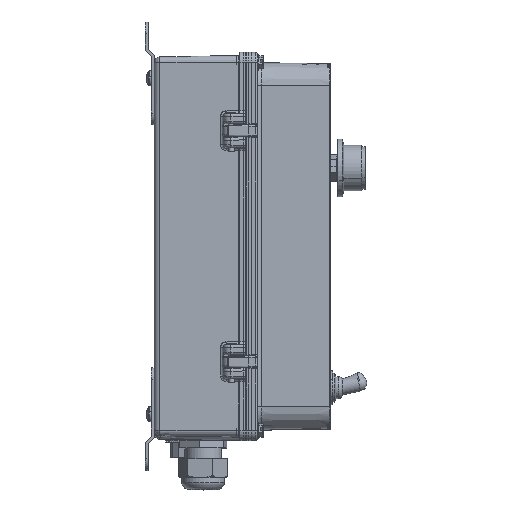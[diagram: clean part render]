
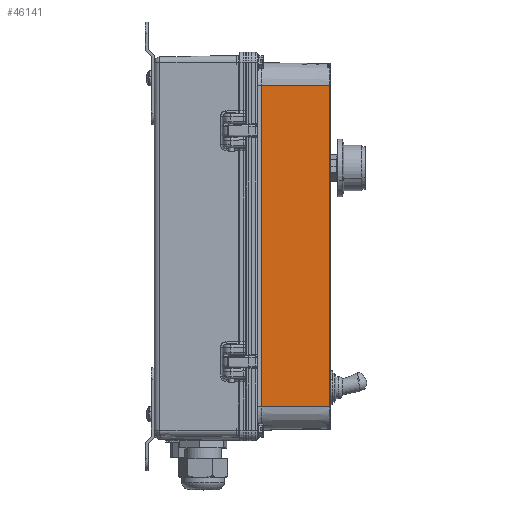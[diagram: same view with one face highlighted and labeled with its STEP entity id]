
A CAD part, top view. The second image highlights one B-rep face of the part: STEP entity #46141.
In plain terms, the highlighted planar face has unit normal (0.012, 0, 1).
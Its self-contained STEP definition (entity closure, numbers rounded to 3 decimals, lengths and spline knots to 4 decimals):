
#19516 = DIRECTION ( 'NONE',  ( 0., -1., 0. ) ) ;
#19518 = CARTESIAN_POINT ( 'NONE',  ( 0.3389, 3.475, 2.611 ) ) ;
#25052 = LINE ( 'NONE', #43035, #25058 ) ;
#25058 = VECTOR ( 'NONE', #43038, 39.3701 ) ;
#29795 = VERTEX_POINT ( 'NONE', #67718 ) ;
#29797 = VERTEX_POINT ( 'NONE', #67719 ) ;
#30488 = VERTEX_POINT ( 'NONE', #68056 ) ;
#30621 = VERTEX_POINT ( 'NONE', #68128 ) ;
#43012 = LINE ( 'NONE', #112220, #43018 ) ;
#43018 = VECTOR ( 'NONE', #112209, 39.3701 ) ;
#43035 = CARTESIAN_POINT ( 'NONE',  ( 1.8252, 3.475, 2.5933 ) ) ;
#43038 = DIRECTION ( 'NONE',  ( 0., 1., 0. ) ) ;
#46141 = ADVANCED_FACE ( 'NONE', ( #112055 ), #99213, .T. ) ;
#49029 = EDGE_CURVE ( 'NONE', #30488, #29795, #68457, .T. ) ;
#49248 = EDGE_CURVE ( 'NONE', #30621, #29795, #68737, .T. ) ;
#67718 = CARTESIAN_POINT ( 'NONE',  ( 0.3389, -3.475, 2.611 ) ) ;
#67719 = CARTESIAN_POINT ( 'NONE',  ( 1.8252, 3.475, 2.5933 ) ) ;
#68056 = CARTESIAN_POINT ( 'NONE',  ( 0.3389, 3.475, 2.611 ) ) ;
#68128 = CARTESIAN_POINT ( 'NONE',  ( 1.8252, -3.475, 2.5933 ) ) ;
#68457 = LINE ( 'NONE', #19518, #68461 ) ;
#68461 = VECTOR ( 'NONE', #19516, 39.3701 ) ;
#68737 = LINE ( 'NONE', #107811, #68740 ) ;
#68740 = VECTOR ( 'NONE', #107813, 39.3701 ) ;
#69779 = EDGE_CURVE ( 'NONE', #29797, #30488, #43012, .T. ) ;
#71704 = EDGE_CURVE ( 'NONE', #30621, #29797, #25052, .T. ) ;
#86001 = AXIS2_PLACEMENT_3D ( 'NONE', #99208, #99216, #99217 ) ;
#87927 = EDGE_LOOP ( 'NONE', ( #92021, #92022, #92023, #92024 ) ) ;
#92021 = ORIENTED_EDGE ( 'NONE', *, *, #69779, .T. ) ;
#92022 = ORIENTED_EDGE ( 'NONE', *, *, #49029, .T. ) ;
#92023 = ORIENTED_EDGE ( 'NONE', *, *, #49248, .F. ) ;
#92024 = ORIENTED_EDGE ( 'NONE', *, *, #71704, .T. ) ;
#99208 = CARTESIAN_POINT ( 'NONE',  ( 0.0007, 3.475, 2.615 ) ) ;
#99213 = PLANE ( 'NONE',  #86001 ) ;
#99216 = DIRECTION ( 'NONE',  ( 0.012, 0., 1. ) ) ;
#99217 = DIRECTION ( 'NONE',  ( 1., 0., -0.012 ) ) ;
#107811 = CARTESIAN_POINT ( 'NONE',  ( 0.0007, -3.475, 2.615 ) ) ;
#107813 = DIRECTION ( 'NONE',  ( -1., 0., 0.012 ) ) ;
#112055 = FACE_OUTER_BOUND ( 'NONE', #87927, .T. ) ;
#112209 = DIRECTION ( 'NONE',  ( -1., 0., 0.012 ) ) ;
#112220 = CARTESIAN_POINT ( 'NONE',  ( 0.0007, 3.475, 2.615 ) ) ;
